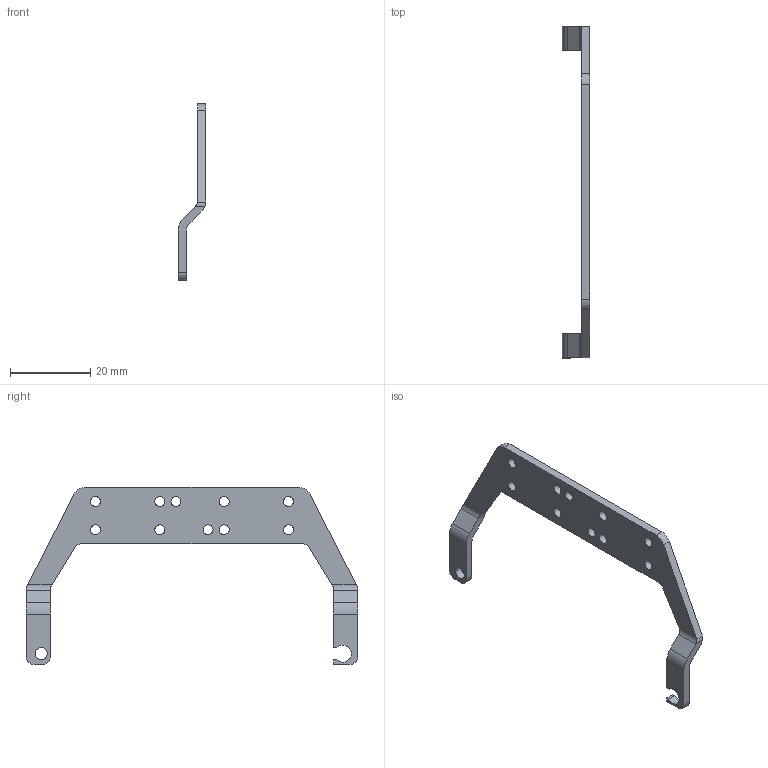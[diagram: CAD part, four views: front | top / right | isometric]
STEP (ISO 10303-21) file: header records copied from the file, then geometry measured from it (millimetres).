
FILE_DESCRIPTION(('CATIA V5 STEP Exchange','CAx-IF Rec.Pracs.--- Model Styling and Organization---1.4--- 2014-01-23'),'2;1');
FILE_NAME ('003461-2_1_1017060000_1017060000.stp','2020-02-10T17:18:17+00:00',('none'),('Weidmueller'),'CATIA Version 5-6 Release 2016 SP3 HF44','CATIA V5 STEP AP214','none');
FILE_SCHEMA(('AUTOMOTIVE_DESIGN { 1 0 10303 214 1 1 1 1 }'));
Length unit declared in the file: millimetre
Products named in the file (1): 1017060000
Bounding box: 6.8 x 82.5 x 44 mm (x, y, z)
Volume: 2437 mm3; surface area: 3201.3 mm2
Topology: 1 solids, 1 shells, 69 faces, 201 edges, 134 vertices
Faces by surface type: cylinder 42, plane 27
Entity records: 2246 total; most frequent: CARTESIAN_POINT 450, ORIENTED_EDGE 402, DIRECTION 289, EDGE_CURVE 201, VERTEX_POINT 134, AXIS2_PLACEMENT_3D 129, VECTOR 109, LINE 109
